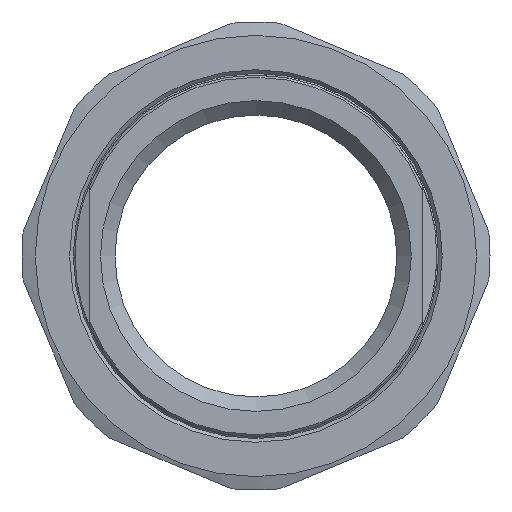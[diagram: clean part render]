
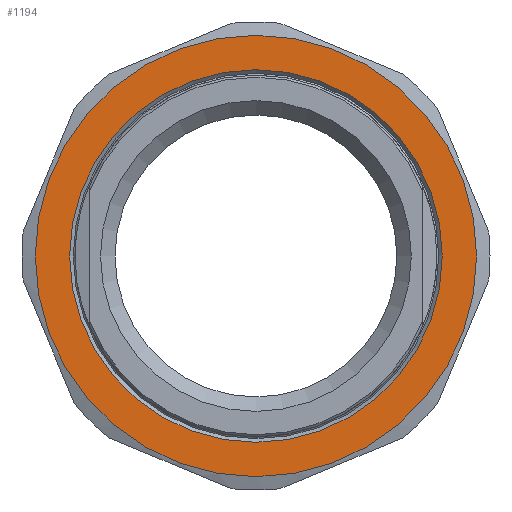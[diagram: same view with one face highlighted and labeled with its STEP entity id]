
A CAD part, left-side view. The second image highlights one B-rep face of the part: STEP entity #1194.
In plain terms, the highlighted planar face has unit normal (-1, 0, 0).
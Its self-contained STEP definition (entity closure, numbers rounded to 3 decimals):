
#40=FACE_BOUND('',#228,.T.);
#108=PLANE('',#1371);
#152=FACE_OUTER_BOUND('',#227,.T.);
#227=EDGE_LOOP('',(#913));
#228=EDGE_LOOP('',(#914));
#426=CIRCLE('',#1350,30.5);
#437=CIRCLE('',#1370,25.75);
#536=VERTEX_POINT('',#2044);
#545=VERTEX_POINT('',#2076);
#672=EDGE_CURVE('',#536,#536,#426,.T.);
#685=EDGE_CURVE('',#545,#545,#437,.T.);
#913=ORIENTED_EDGE('',*,*,#672,.T.);
#914=ORIENTED_EDGE('',*,*,#685,.F.);
#1194=ADVANCED_FACE('',(#152,#40),#108,.F.);
#1350=AXIS2_PLACEMENT_3D('',#2046,#1579,#1580);
#1370=AXIS2_PLACEMENT_3D('',#2077,#1621,#1622);
#1371=AXIS2_PLACEMENT_3D('',#2079,#1624,#1625);
#1579=DIRECTION('center_axis',(-1.,0.,0.));
#1580=DIRECTION('ref_axis',(0.,1.,0.));
#1621=DIRECTION('center_axis',(-1.,0.,0.));
#1622=DIRECTION('ref_axis',(0.,-1.,0.));
#1624=DIRECTION('center_axis',(1.,0.,0.));
#1625=DIRECTION('ref_axis',(0.,0.,-1.));
#2044=CARTESIAN_POINT('',(-20.,-30.5,0.));
#2046=CARTESIAN_POINT('Origin',(-20.,0.,0.));
#2076=CARTESIAN_POINT('',(-20.,25.75,0.));
#2077=CARTESIAN_POINT('Origin',(-20.,0.,0.));
#2079=CARTESIAN_POINT('Origin',(-20.,0.,0.));
